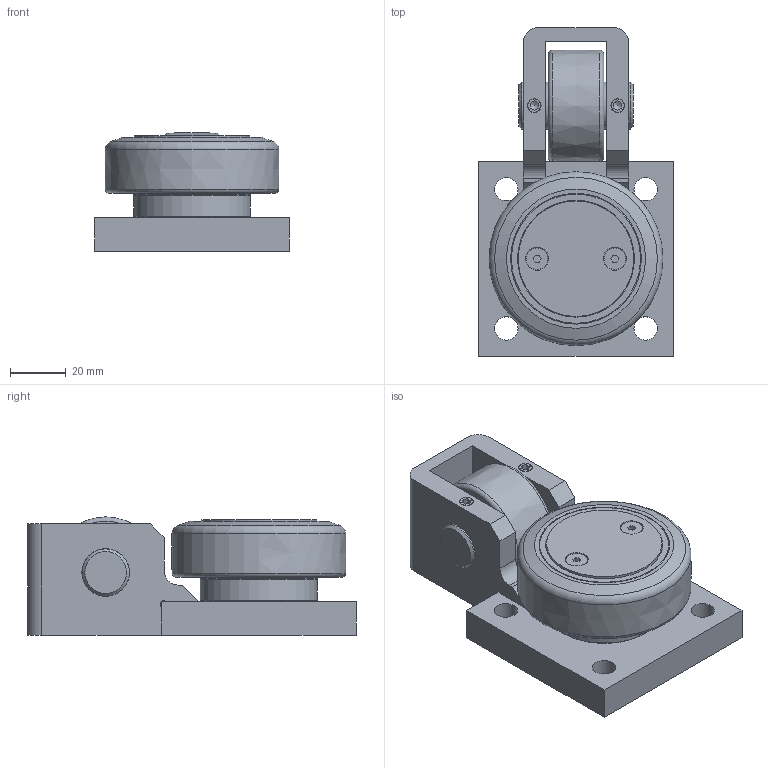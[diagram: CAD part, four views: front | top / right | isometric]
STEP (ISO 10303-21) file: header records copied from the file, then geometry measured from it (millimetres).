
FILE_DESCRIPTION(/* description */ ('-','CAx-IF Rec.Pracs.---Representation and Presentation of Product Manufacturing Information (PMI)---4.0---2014-10-13'),/* implementation_level */ '2;1');
FILE_NAME(/* name */ '6da4589f-848a-4740-8502-5c12fa305f23.stp',/* time_stamp */ '2020-04-01T16:24:36+02:00',/* author */ ('-'),/* organization */ ('NTI CADcenter A/S'),/* preprocessor_version */ 'ST-DEVELOPER v18',/* originating_system */ 'Autodesk Inventor 2020',/* authorisation */ '-');
FILE_SCHEMA (('AP242_MANAGED_MODEL_BASED_3D_ENGINEERING_MIM_LF { 1 0 10303 442 1 1 4 }'));
Length unit declared in the file: millimetre
Products named in the file (1): STR 060.6200_Kontur
Bounding box: 70 x 118 x 42.5 mm (x, y, z)
Volume: 183010.7 mm3; surface area: 54543.4 mm2
Topology: 2 solids, 2 shells, 367 faces, 1073 edges, 654 vertices
Faces by surface type: plane 217, cylinder 118, cone 20, torus 10, bspline 2
Full cylindrical faces by diameter (mm): 3 x2, 4 x1, 4.917 x5, 7.8 x2, 8.3 x2, 8.376 x4, 17 x4, 17.1 x2, 30 x1, 38 x1, 41.5 x1, 42 x2, 42.1 x3, 42.971 x2, 45 x1, 45.5 x1, 47 x4
Entity records: 13113 total; most frequent: DIRECTION 2541, CARTESIAN_POINT 2471, ORIENTED_EDGE 2208, EDGE_CURVE 1104, AXIS2_PLACEMENT_3D 1102, CIRCLE 736, VERTEX_POINT 654, EDGE_LOOP 412
